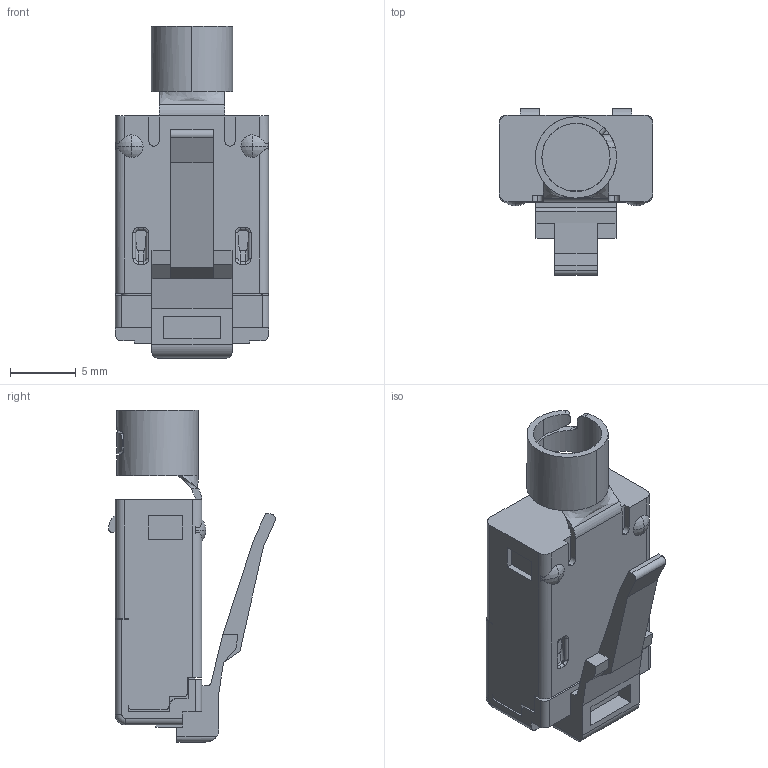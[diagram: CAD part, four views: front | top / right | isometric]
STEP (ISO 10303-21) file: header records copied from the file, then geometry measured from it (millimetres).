
FILE_DESCRIPTION(('CATIA V5 STEP Exchange','CAx-IF Rec.Pracs.--- Model Styling and Organization---1.5--- 2016-08-15','CAx-IF Rec.Pracs.---Supplemental Geometry---1.0---2011-11-01','CAx-IF Rec.Pracs.--- Composite Materials ---1.1---2010-07-15'),'2;1');
FILE_NAME ('028586-2_0', '2025-11-18T10:02:46+00:00', ('none'), ('Weidmueller'), 'CATIA Version 5-6 Release 2024 SP4', 'CATIA V5 STEP AP214 v3', 'none');
FILE_SCHEMA(('AUTOMOTIVE_DESIGN { 1 0 10303 214 1 1 1 1 }'));
Length unit declared in the file: millimetre
Products named in the file (1): 1963580000
Bounding box: 11.68 x 12.7 x 25.31 mm (x, y, z)
Volume: 1390.4 mm3; surface area: 1469.1 mm2
Topology: 1 solids, 10 shells, 550 faces, 1479 edges, 956 vertices
Faces by surface type: plane 355, cylinder 157, torus 26, sphere 8, bspline 4
Entity records: 17957 total; most frequent: CARTESIAN_POINT 4675, ORIENTED_EDGE 2958, DIRECTION 2348, EDGE_CURVE 1479, VECTOR 1088, LINE 1088, VERTEX_POINT 956, AXIS2_PLACEMENT_3D 715
